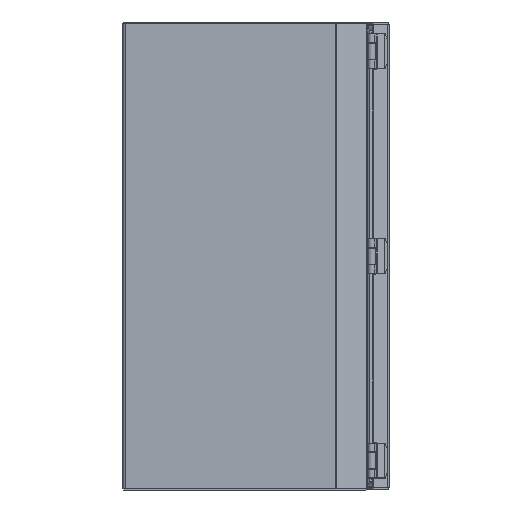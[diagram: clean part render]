
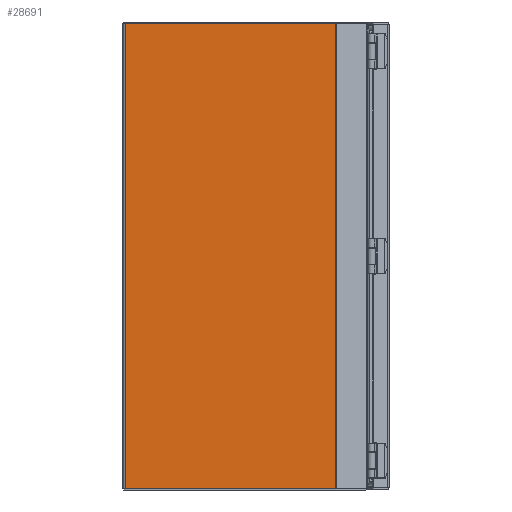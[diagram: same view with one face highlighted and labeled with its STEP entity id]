
A CAD part, left-side view. The second image highlights one B-rep face of the part: STEP entity #28691.
In plain terms, the highlighted planar face has unit normal (-1, 0, 0).
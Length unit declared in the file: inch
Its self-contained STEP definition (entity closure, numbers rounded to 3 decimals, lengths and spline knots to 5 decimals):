
#1181 = DIRECTION ( 'NONE',  ( 0., -1., 0. ) ) ;
#2329 = CARTESIAN_POINT ( 'NONE',  ( -7.18505, -7.0781, -9.94 ) ) ;
#3920 = CARTESIAN_POINT ( 'NONE',  ( -7.18505, 1.88, 9.94 ) ) ;
#5906 = DIRECTION ( 'NONE',  ( 0., -1., 0. ) ) ;
#8678 = LINE ( 'NONE', #2329, #64427 ) ;
#12282 = CARTESIAN_POINT ( 'NONE',  ( -7.18505, -7.0781, 9.94 ) ) ;
#15230 = ORIENTED_EDGE ( 'NONE', *, *, #63829, .T. ) ;
#16159 = CARTESIAN_POINT ( 'NONE',  ( -7.18505, 1.88, -9.94 ) ) ;
#18326 = EDGE_CURVE ( 'NONE', #76467, #54194, #64529, .T. ) ;
#20100 = CARTESIAN_POINT ( 'NONE',  ( -7.18505, 1.88, -9.94 ) ) ;
#24756 = DIRECTION ( 'NONE',  ( -1., 0., 0. ) ) ;
#25090 = AXIS2_PLACEMENT_3D ( 'NONE', #79186, #24756, #1181 ) ;
#25649 = CARTESIAN_POINT ( 'NONE',  ( -7.18505, -7.0781, -9.94 ) ) ;
#28691 = ADVANCED_FACE ( 'NONE', ( #53966 ), #60360, .T. ) ;
#36157 = VECTOR ( 'NONE', #5906, 39.37008 ) ;
#45183 = EDGE_LOOP ( 'NONE', ( #15230, #48221, #77490, #68383 ) ) ;
#48221 = ORIENTED_EDGE ( 'NONE', *, *, #64676, .T. ) ;
#53593 = VECTOR ( 'NONE', #60128, 39.37008 ) ;
#53966 = FACE_OUTER_BOUND ( 'NONE', #45183, .T. ) ;
#54194 = VERTEX_POINT ( 'NONE', #76409 ) ;
#57538 = LINE ( 'NONE', #3920, #72870 ) ;
#60128 = DIRECTION ( 'NONE',  ( 0., 0., 1. ) ) ;
#60338 = EDGE_CURVE ( 'NONE', #54194, #76849, #57538, .T. ) ;
#60360 = PLANE ( 'NONE',  #25090 ) ;
#60707 = LINE ( 'NONE', #73131, #36157 ) ;
#63829 = EDGE_CURVE ( 'NONE', #76467, #66509, #60707, .T. ) ;
#64427 = VECTOR ( 'NONE', #69100, 39.37008 ) ;
#64529 = LINE ( 'NONE', #16159, #53593 ) ;
#64676 = EDGE_CURVE ( 'NONE', #66509, #76849, #8678, .T. ) ;
#64693 = DIRECTION ( 'NONE',  ( 0., -1., 0. ) ) ;
#66509 = VERTEX_POINT ( 'NONE', #25649 ) ;
#68383 = ORIENTED_EDGE ( 'NONE', *, *, #18326, .F. ) ;
#69100 = DIRECTION ( 'NONE',  ( 0., 0., 1. ) ) ;
#72870 = VECTOR ( 'NONE', #64693, 39.37008 ) ;
#73131 = CARTESIAN_POINT ( 'NONE',  ( -7.18505, 1.88, -9.94 ) ) ;
#76409 = CARTESIAN_POINT ( 'NONE',  ( -7.18505, 1.88, 9.94 ) ) ;
#76467 = VERTEX_POINT ( 'NONE', #20100 ) ;
#76849 = VERTEX_POINT ( 'NONE', #12282 ) ;
#77490 = ORIENTED_EDGE ( 'NONE', *, *, #60338, .F. ) ;
#79186 = CARTESIAN_POINT ( 'NONE',  ( -7.18505, 2., -10. ) ) ;
